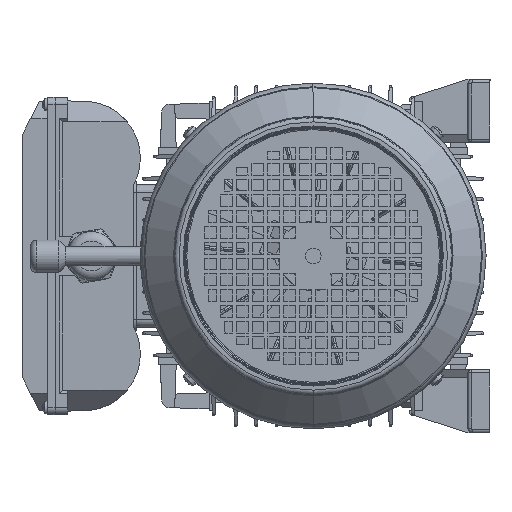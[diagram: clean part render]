
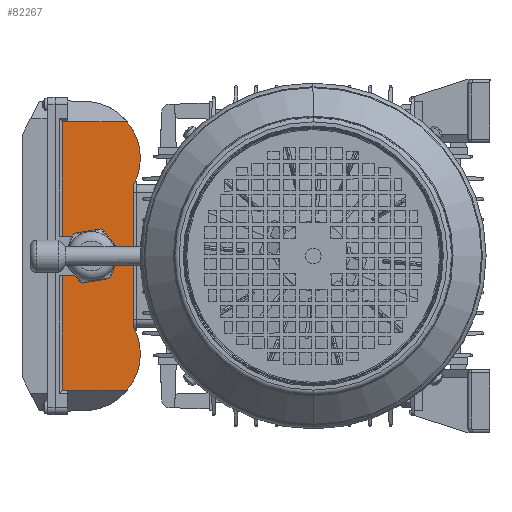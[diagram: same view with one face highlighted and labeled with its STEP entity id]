
A CAD part, left-side view. The second image highlights one B-rep face of the part: STEP entity #82267.
In plain terms, the highlighted face is planar.
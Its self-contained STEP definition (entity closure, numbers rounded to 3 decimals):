
#229 = LINE ( 'NONE', #22918, #91120 ) ;
#842 = DIRECTION ( 'NONE',  ( 0., 0., 1. ) ) ;
#2149 = DIRECTION ( 'NONE',  ( 0., 1., 0. ) ) ;
#4020 = CIRCLE ( 'NONE', #74873, 36. ) ;
#6131 = VERTEX_POINT ( 'NONE', #110163 ) ;
#10049 = DIRECTION ( 'NONE',  ( 1., 0., 0. ) ) ;
#10967 = LINE ( 'NONE', #123482, #101121 ) ;
#12309 = ORIENTED_EDGE ( 'NONE', *, *, #86306, .F. ) ;
#13679 = CARTESIAN_POINT ( 'NONE',  ( 62., 6.75, -68. ) ) ;
#14990 = CARTESIAN_POINT ( 'NONE',  ( 85.065, -45.25, -68. ) ) ;
#15735 = DIRECTION ( 'NONE',  ( 1., 0., 0. ) ) ;
#16255 = VERTEX_POINT ( 'NONE', #63334 ) ;
#16314 = ORIENTED_EDGE ( 'NONE', *, *, #105270, .T. ) ;
#16562 = LINE ( 'NONE', #116278, #95597 ) ;
#21498 = EDGE_CURVE ( 'NONE', #29301, #108178, #100868, .T. ) ;
#21503 = EDGE_CURVE ( 'NONE', #101225, #108178, #10967, .T. ) ;
#22918 = CARTESIAN_POINT ( 'NONE',  ( -119.5, 20.25, -68. ) ) ;
#23809 = DIRECTION ( 'NONE',  ( 1., 0., 0. ) ) ;
#24216 = VERTEX_POINT ( 'NONE', #89038 ) ;
#24668 = EDGE_LOOP ( 'NONE', ( #60395, #51512, #83011, #59030, #30254, #70534, #60522, #12309, #121714, #122408, #74399, #16314 ) ) ;
#27753 = EDGE_CURVE ( 'NONE', #16255, #77644, #4020, .T. ) ;
#27836 = LINE ( 'NONE', #14990, #30240 ) ;
#28581 = CARTESIAN_POINT ( 'NONE',  ( -44.572, -24.75, -68. ) ) ;
#29301 = VERTEX_POINT ( 'NONE', #99460 ) ;
#30044 = CARTESIAN_POINT ( 'NONE',  ( -85.065, 16.75, -68. ) ) ;
#30240 = VECTOR ( 'NONE', #2149, 1000. ) ;
#30254 = ORIENTED_EDGE ( 'NONE', *, *, #97012, .T. ) ;
#31701 = VECTOR ( 'NONE', #54068, 1000. ) ;
#32580 = VECTOR ( 'NONE', #15735, 1000. ) ;
#36622 = DIRECTION ( 'NONE',  ( 0., 0., -1. ) ) ;
#39962 = EDGE_CURVE ( 'NONE', #86260, #6131, #79813, .T. ) ;
#40673 = CIRCLE ( 'NONE', #63297, 36. ) ;
#41416 = LINE ( 'NONE', #28581, #32580 ) ;
#45483 = PLANE ( 'NONE',  #95166 ) ;
#48569 = CIRCLE ( 'NONE', #74296, 12.5 ) ;
#48670 = VECTOR ( 'NONE', #52359, 1000. ) ;
#48791 = DIRECTION ( 'NONE',  ( 1., 0., 0. ) ) ;
#48991 = VERTEX_POINT ( 'NONE', #57399 ) ;
#49468 = CARTESIAN_POINT ( 'NONE',  ( 0., 1.75, -68. ) ) ;
#51512 = ORIENTED_EDGE ( 'NONE', *, *, #21503, .F. ) ;
#52359 = DIRECTION ( 'NONE',  ( 0., -1., 0. ) ) ;
#54068 = DIRECTION ( 'NONE',  ( 0., -1., 0. ) ) ;
#57399 = CARTESIAN_POINT ( 'NONE',  ( 44.572, -24.75, -68. ) ) ;
#58249 = CARTESIAN_POINT ( 'NONE',  ( -12.5, 20.25, -68. ) ) ;
#59030 = ORIENTED_EDGE ( 'NONE', *, *, #39962, .F. ) ;
#60395 = ORIENTED_EDGE ( 'NONE', *, *, #21498, .T. ) ;
#60522 = ORIENTED_EDGE ( 'NONE', *, *, #106466, .F. ) ;
#61644 = DIRECTION ( 'NONE',  ( 0., 0., 1. ) ) ;
#62230 = CARTESIAN_POINT ( 'NONE',  ( 85.065, 20.25, -68. ) ) ;
#63297 = AXIS2_PLACEMENT_3D ( 'NONE', #13679, #842, #113372 ) ;
#63334 = CARTESIAN_POINT ( 'NONE',  ( -85.065, -20.891, -68. ) ) ;
#64280 = DIRECTION ( 'NONE',  ( 0., 1., 0. ) ) ;
#65198 = CARTESIAN_POINT ( 'NONE',  ( 85.065, -29.25, -68. ) ) ;
#66102 = FACE_OUTER_BOUND ( 'NONE', #24668, .T. ) ;
#66919 = CARTESIAN_POINT ( 'NONE',  ( 12.5, 1.75, -68. ) ) ;
#70534 = ORIENTED_EDGE ( 'NONE', *, *, #85922, .T. ) ;
#71512 = VERTEX_POINT ( 'NONE', #113991 ) ;
#74296 = AXIS2_PLACEMENT_3D ( 'NONE', #49468, #36622, #23809 ) ;
#74399 = ORIENTED_EDGE ( 'NONE', *, *, #118999, .T. ) ;
#74873 = AXIS2_PLACEMENT_3D ( 'NONE', #100167, #61644, #48791 ) ;
#75225 = DIRECTION ( 'NONE',  ( 1., 0., 0. ) ) ;
#77167 = CARTESIAN_POINT ( 'NONE',  ( -85.065, -29.25, -68. ) ) ;
#77644 = VERTEX_POINT ( 'NONE', #84068 ) ;
#78100 = LINE ( 'NONE', #65198, #48670 ) ;
#79813 = LINE ( 'NONE', #66919, #31701 ) ;
#82267 = ADVANCED_FACE ( 'NONE', ( #66102 ), #45483, .F. ) ;
#82684 = VECTOR ( 'NONE', #64280, 1000. ) ;
#83011 = ORIENTED_EDGE ( 'NONE', *, *, #103261, .F. ) ;
#84068 = CARTESIAN_POINT ( 'NONE',  ( -44.572, -24.75, -68. ) ) ;
#85922 = EDGE_CURVE ( 'NONE', #113898, #71512, #78100, .T. ) ;
#86260 = VERTEX_POINT ( 'NONE', #109655 ) ;
#86306 = EDGE_CURVE ( 'NONE', #48991, #24216, #40673, .T. ) ;
#88064 = CARTESIAN_POINT ( 'NONE',  ( -119.5, 20.25, -68. ) ) ;
#88209 = VECTOR ( 'NONE', #75225, 1000. ) ;
#88489 = CARTESIAN_POINT ( 'NONE',  ( -12.5, 1.75, -68. ) ) ;
#89038 = CARTESIAN_POINT ( 'NONE',  ( 85.065, -20.891, -68. ) ) ;
#89991 = LINE ( 'NONE', #77167, #82684 ) ;
#91120 = VECTOR ( 'NONE', #10049, 1000. ) ;
#93802 = DIRECTION ( 'NONE',  ( 1., 0., 0. ) ) ;
#95166 = AXIS2_PLACEMENT_3D ( 'NONE', #119497, #106690, #93802 ) ;
#95597 = VECTOR ( 'NONE', #103450, 1000. ) ;
#96030 = VERTEX_POINT ( 'NONE', #30044 ) ;
#97012 = EDGE_CURVE ( 'NONE', #86260, #113898, #229, .T. ) ;
#99460 = CARTESIAN_POINT ( 'NONE',  ( -85.065, 20.25, -68. ) ) ;
#100167 = CARTESIAN_POINT ( 'NONE',  ( -62., 6.75, -68. ) ) ;
#100868 = LINE ( 'NONE', #88064, #88209 ) ;
#101121 = VECTOR ( 'NONE', #110688, 1000. ) ;
#101225 = VERTEX_POINT ( 'NONE', #88489 ) ;
#103261 = EDGE_CURVE ( 'NONE', #6131, #101225, #48569, .T. ) ;
#103450 = DIRECTION ( 'NONE',  ( 0., 1., 0. ) ) ;
#105270 = EDGE_CURVE ( 'NONE', #96030, #29301, #89991, .T. ) ;
#106466 = EDGE_CURVE ( 'NONE', #24216, #71512, #27836, .T. ) ;
#106690 = DIRECTION ( 'NONE',  ( 0., 0., 1. ) ) ;
#108178 = VERTEX_POINT ( 'NONE', #58249 ) ;
#109655 = CARTESIAN_POINT ( 'NONE',  ( 12.5, 20.25, -68. ) ) ;
#110163 = CARTESIAN_POINT ( 'NONE',  ( 12.5, 1.75, -68. ) ) ;
#110688 = DIRECTION ( 'NONE',  ( 0., 1., 0. ) ) ;
#113372 = DIRECTION ( 'NONE',  ( 1., 0., 0. ) ) ;
#113898 = VERTEX_POINT ( 'NONE', #62230 ) ;
#113991 = CARTESIAN_POINT ( 'NONE',  ( 85.065, 16.75, -68. ) ) ;
#116278 = CARTESIAN_POINT ( 'NONE',  ( -85.065, -45.25, -68. ) ) ;
#118999 = EDGE_CURVE ( 'NONE', #16255, #96030, #16562, .T. ) ;
#119321 = EDGE_CURVE ( 'NONE', #77644, #48991, #41416, .T. ) ;
#119497 = CARTESIAN_POINT ( 'NONE',  ( -119.5, -29.25, -68. ) ) ;
#121714 = ORIENTED_EDGE ( 'NONE', *, *, #119321, .F. ) ;
#122408 = ORIENTED_EDGE ( 'NONE', *, *, #27753, .F. ) ;
#123482 = CARTESIAN_POINT ( 'NONE',  ( -12.5, 1.75, -68. ) ) ;
